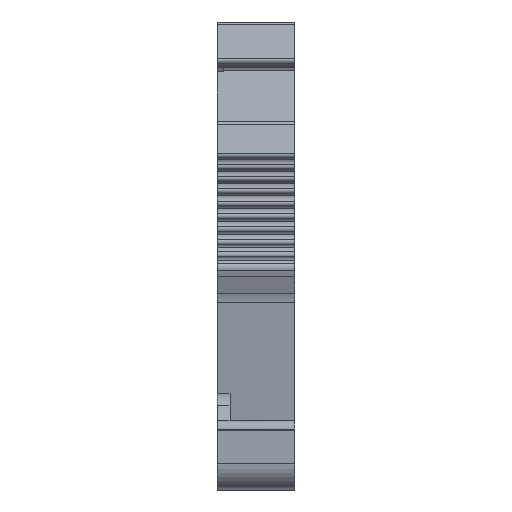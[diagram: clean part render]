
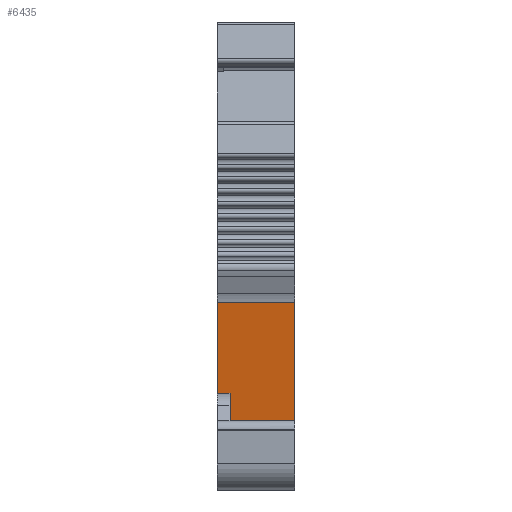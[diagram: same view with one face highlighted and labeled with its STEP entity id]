
A CAD part, left-side view. The second image highlights one B-rep face of the part: STEP entity #6435.
In plain terms, the highlighted planar face has unit normal (-0.986, 0, -0.168).
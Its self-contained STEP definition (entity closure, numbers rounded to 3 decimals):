
#607=LINE('',#9786,#1223);
#756=LINE('',#10993,#1372);
#839=LINE('',#11319,#1455);
#840=LINE('',#11321,#1456);
#841=LINE('',#11323,#1457);
#842=LINE('',#11324,#1458);
#1223=VECTOR('',#7631,1000.);
#1372=VECTOR('',#8216,1000.);
#1455=VECTOR('',#8483,1000.);
#1456=VECTOR('',#8484,1000.);
#1457=VECTOR('',#8485,1000.);
#1458=VECTOR('',#8486,1000.);
#2579=ORIENTED_EDGE('',*,*,#3959,.T.);
#2580=ORIENTED_EDGE('',*,*,#4499,.F.);
#2581=ORIENTED_EDGE('',*,*,#4500,.T.);
#2582=ORIENTED_EDGE('',*,*,#4501,.T.);
#2583=ORIENTED_EDGE('',*,*,#4330,.F.);
#2584=ORIENTED_EDGE('',*,*,#4502,.F.);
#3959=EDGE_CURVE('',#4970,#4969,#607,.T.);
#4330=EDGE_CURVE('',#5294,#5295,#756,.T.);
#4499=EDGE_CURVE('',#5446,#4969,#839,.T.);
#4500=EDGE_CURVE('',#5446,#5447,#840,.T.);
#4501=EDGE_CURVE('',#5447,#5295,#841,.T.);
#4502=EDGE_CURVE('',#4970,#5294,#842,.T.);
#4969=VERTEX_POINT('',#9785);
#4970=VERTEX_POINT('',#9787);
#5294=VERTEX_POINT('',#10992);
#5295=VERTEX_POINT('',#10994);
#5446=VERTEX_POINT('',#11320);
#5447=VERTEX_POINT('',#11322);
#5593=EDGE_LOOP('',(#2579,#2580,#2581,#2582,#2583,#2584));
#5931=FACE_BOUND('',#5593,.T.);
#6250=PLANE('',#7107);
#6435=ADVANCED_FACE('',(#5931),#6250,.T.);
#7107=AXIS2_PLACEMENT_3D('',#11318,#8481,#8482);
#7631=DIRECTION('',(0.168,0.,-0.986));
#8216=DIRECTION('',(0.168,0.,-0.986));
#8481=DIRECTION('',(-0.986,0.,-0.168));
#8482=DIRECTION('',(-0.168,0.,0.986));
#8483=DIRECTION('',(0.,1.,0.));
#8484=DIRECTION('',(0.168,0.,-0.986));
#8485=DIRECTION('',(0.,-1.,0.));
#8486=DIRECTION('',(0.,-1.,0.));
#9785=CARTESIAN_POINT('',(-24.641,3.4,-10.463));
#9786=CARTESIAN_POINT('',(-25.679,3.4,-4.375));
#9787=CARTESIAN_POINT('',(-25.835,3.4,-3.457));
#10992=CARTESIAN_POINT('',(-25.835,-2.6,-3.457));
#10993=CARTESIAN_POINT('',(-25.835,-2.6,-3.457));
#10994=CARTESIAN_POINT('',(-23.844,-2.6,-15.144));
#11318=CARTESIAN_POINT('',(-25.835,47.224,-3.457));
#11319=CARTESIAN_POINT('',(-24.641,2.4,-10.463));
#11320=CARTESIAN_POINT('',(-24.641,2.4,-10.463));
#11321=CARTESIAN_POINT('',(-24.641,2.4,-10.463));
#11322=CARTESIAN_POINT('',(-23.844,2.4,-15.144));
#11323=CARTESIAN_POINT('',(-23.844,47.224,-15.144));
#11324=CARTESIAN_POINT('',(-25.835,47.224,-3.457));
